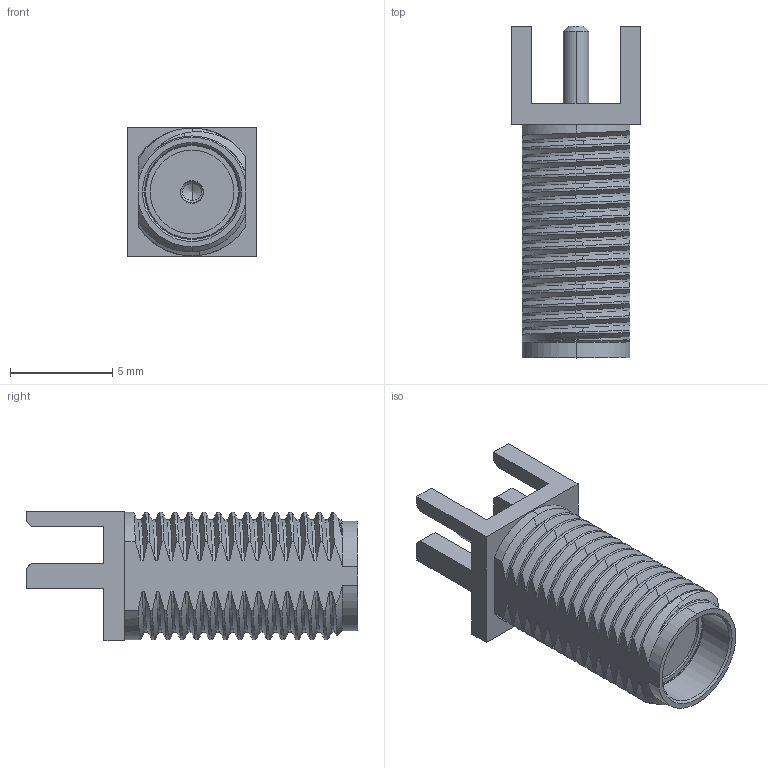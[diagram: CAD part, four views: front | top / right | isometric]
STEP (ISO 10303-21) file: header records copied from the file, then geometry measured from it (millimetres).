
FILE_DESCRIPTION(('STEP AP242'),'1');
FILE_NAME('73251-2123.stp','2021-08-17T10:29:13',('TraceParts'),('TraceParts S.A.'),'Spatial InterOp 3D',' ',' ');
FILE_SCHEMA(('AP242_MANAGED_MODEL_BASED_3D_ENGINEERING_MIM_LF {1 0 10303 442 1 1 4}'));
Length unit declared in the file: millimetre
Products named in the file (1): 73251-2123
Bounding box: 6.35 x 16.26 x 6.35 mm (x, y, z)
Volume: 317.6 mm3; surface area: 510 mm2
Topology: 1 solids, 1 shells, 307 faces, 884 edges, 583 vertices
Faces by surface type: cylinder 136, cone 128, plane 39, torus 4
Entity records: 12282 total; most frequent: CARTESIAN_POINT 5131, ORIENTED_EDGE 1764, DIRECTION 1076, EDGE_CURVE 882, VERTEX_POINT 583, B_SPLINE_CURVE_WITH_KNOTS 485, AXIS2_PLACEMENT_3D 371, LINE 334
